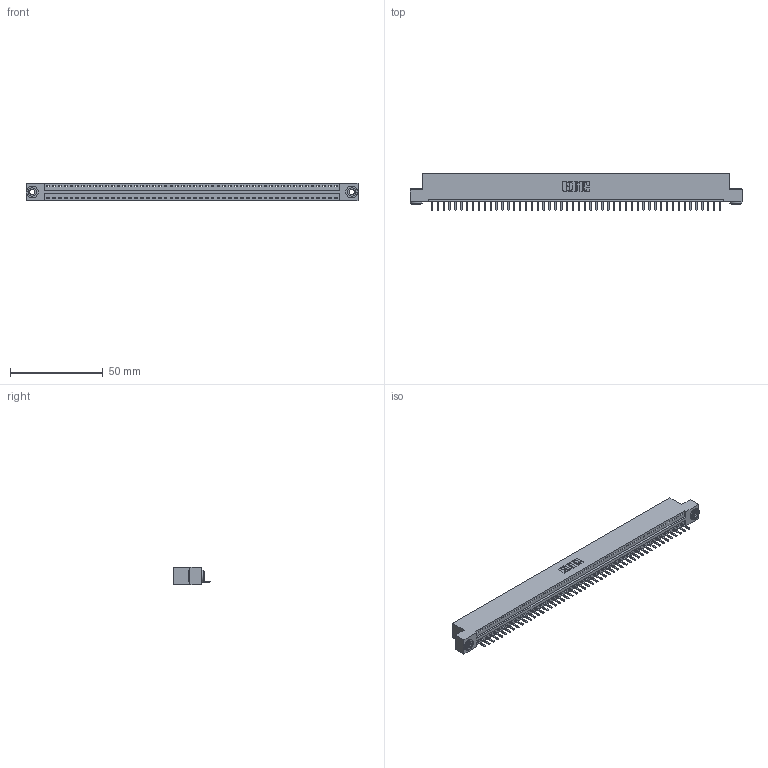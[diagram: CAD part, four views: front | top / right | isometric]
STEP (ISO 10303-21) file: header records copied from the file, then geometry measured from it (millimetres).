
FILE_DESCRIPTION (( 'STEP AP203' ), '1' );
FILE_NAME ('346-050-520-103.STEP', '2018-08-25T13:13:58', ( '' ), ( '' ), 'SwSTEP 2.0', 'SolidWorks 2016', '' );
FILE_SCHEMA (( 'CONFIG_CONTROL_DESIGN' ));
Length unit declared in the file: inch
Products named in the file (4): 345-292-001_345-293-120; 345-250-002_345-250-002-102; 346-050-520-103; 346 Part_Flush Mounting Lugs - 0.156 Dia-TH
Assembly tree (53 placements, depth 2):
  346-050-520-103
    346 Part_Flush Mounting Lugs - 0.156 Dia-TH
    345-292-001_345-293-120  x50
    345-250-002_345-250-002-102  x2
Bounding box: 179.32 x 20.02 x 9.4 mm (x, y, z)
Volume: 17096 mm3; surface area: 21193.1 mm2
Topology: 53 solids, 53 shells, 3260 faces, 9605 edges, 6266 vertices
Faces by surface type: plane 2186, cylinder 1066, cone 8
Entity records: 30718 total; most frequent: CARTESIAN_POINT 5253, ORIENTED_EDGE 5218, DIRECTION 4643, EDGE_CURVE 2609, VECTOR 2249, LINE 2249, VERTEX_POINT 1734, AXIS2_PLACEMENT_3D 1197
